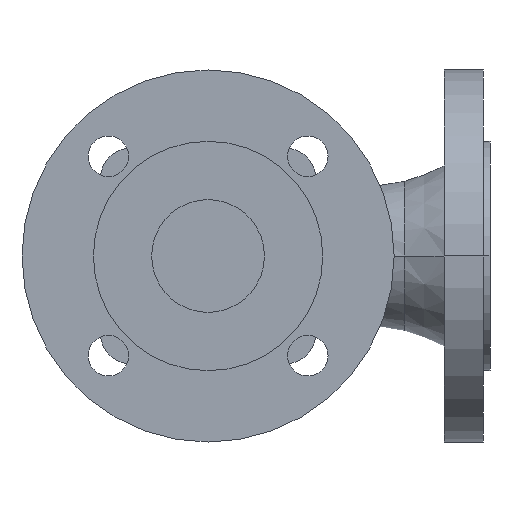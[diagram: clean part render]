
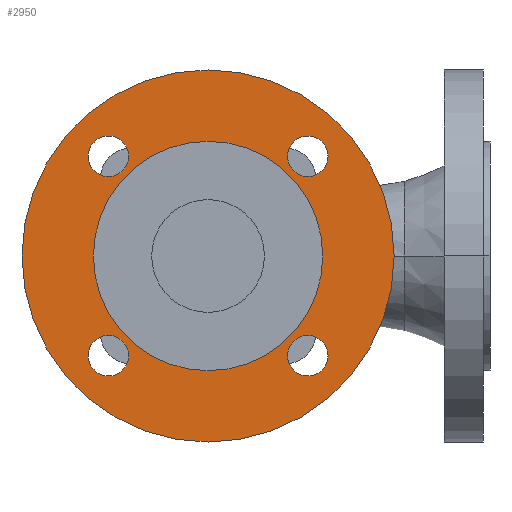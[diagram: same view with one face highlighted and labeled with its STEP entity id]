
A CAD part, front view. The second image highlights one B-rep face of the part: STEP entity #2950.
In plain terms, the highlighted planar face has unit normal (0, -1, 0).
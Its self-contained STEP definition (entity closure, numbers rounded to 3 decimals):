
#2000=CARTESIAN_POINT('',(-66.675,3.,0.));
#2010=DIRECTION('',(0.,-1.,-0.));
#2020=DIRECTION('',(-1.,0.,0.));
#2030=AXIS2_PLACEMENT_3D('',#2000,#2010,#2020);
#2040=PLANE('',#2030);
#2050=CARTESIAN_POINT('',(-44.194,3.,-44.194));
#2060=DIRECTION('',(-0.,1.,0.));
#2070=DIRECTION('',(1.,0.,0.));
#2080=AXIS2_PLACEMENT_3D('',#2050,#2060,#2070);
#2090=CIRCLE('',#2080,9.);
#2100=CARTESIAN_POINT('',(-53.194,3.,-44.194));
#2110=VERTEX_POINT('',#2100);
#2120=CARTESIAN_POINT('',(-35.194,3.,-44.194));
#2130=VERTEX_POINT('',#2120);
#2140=EDGE_CURVE('',#2110,#2130,#2090,.T.);
#2150=ORIENTED_EDGE('',*,*,#2140,.T.);
#2160=EDGE_CURVE('',#2130,#2110,#2090,.T.);
#2170=ORIENTED_EDGE('',*,*,#2160,.T.);
#2180=EDGE_LOOP('',(#2170,#2150));
#2190=FACE_BOUND('',#2180,.T.);
#2200=CARTESIAN_POINT('',(-44.194,3.,44.194));
#2210=DIRECTION('',(-0.,1.,0.));
#2220=DIRECTION('',(1.,0.,0.));
#2230=AXIS2_PLACEMENT_3D('',#2200,#2210,#2220);
#2240=CIRCLE('',#2230,9.);
#2250=CARTESIAN_POINT('',(-53.194,3.,44.194));
#2260=VERTEX_POINT('',#2250);
#2270=CARTESIAN_POINT('',(-35.194,3.,44.194));
#2280=VERTEX_POINT('',#2270);
#2290=EDGE_CURVE('',#2260,#2280,#2240,.T.);
#2300=ORIENTED_EDGE('',*,*,#2290,.T.);
#2310=EDGE_CURVE('',#2280,#2260,#2240,.T.);
#2320=ORIENTED_EDGE('',*,*,#2310,.T.);
#2330=EDGE_LOOP('',(#2320,#2300));
#2340=FACE_BOUND('',#2330,.T.);
#2350=CARTESIAN_POINT('',(44.194,3.,44.194));
#2360=DIRECTION('',(-0.,1.,0.));
#2370=DIRECTION('',(1.,0.,0.));
#2380=AXIS2_PLACEMENT_3D('',#2350,#2360,#2370);
#2390=CIRCLE('',#2380,9.);
#2400=CARTESIAN_POINT('',(53.194,3.,44.194));
#2410=VERTEX_POINT('',#2400);
#2420=CARTESIAN_POINT('',(35.194,3.,44.194));
#2430=VERTEX_POINT('',#2420);
#2440=EDGE_CURVE('',#2410,#2430,#2390,.T.);
#2450=ORIENTED_EDGE('',*,*,#2440,.T.);
#2460=EDGE_CURVE('',#2430,#2410,#2390,.T.);
#2470=ORIENTED_EDGE('',*,*,#2460,.T.);
#2480=EDGE_LOOP('',(#2470,#2450));
#2490=FACE_BOUND('',#2480,.T.);
#2500=CARTESIAN_POINT('',(44.194,3.,-44.194));
#2510=DIRECTION('',(-0.,1.,0.));
#2520=DIRECTION('',(1.,0.,0.));
#2530=AXIS2_PLACEMENT_3D('',#2500,#2510,#2520);
#2540=CIRCLE('',#2530,9.);
#2550=CARTESIAN_POINT('',(35.194,3.,-44.194));
#2560=VERTEX_POINT('',#2550);
#2570=CARTESIAN_POINT('',(53.194,3.,-44.194));
#2580=VERTEX_POINT('',#2570);
#2590=EDGE_CURVE('',#2560,#2580,#2540,.T.);
#2600=ORIENTED_EDGE('',*,*,#2590,.T.);
#2610=EDGE_CURVE('',#2580,#2560,#2540,.T.);
#2620=ORIENTED_EDGE('',*,*,#2610,.T.);
#2630=EDGE_LOOP('',(#2620,#2600));
#2640=FACE_BOUND('',#2630,.T.);
#2650=CARTESIAN_POINT('',(0.,3.,0.));
#2660=DIRECTION('',(0.,-1.,-0.));
#2670=DIRECTION('',(-1.,0.,0.));
#2680=AXIS2_PLACEMENT_3D('',#2650,#2660,#2670);
#2690=CIRCLE('',#2680,50.85);
#2700=CARTESIAN_POINT('',(50.85,3.,0.));
#2710=VERTEX_POINT('',#2700);
#2720=CARTESIAN_POINT('',(-50.85,3.,0.));
#2730=VERTEX_POINT('',#2720);
#2740=EDGE_CURVE('',#2710,#2730,#2690,.T.);
#2750=ORIENTED_EDGE('',*,*,#2740,.F.);
#2760=EDGE_CURVE('',#2730,#2710,#2690,.T.);
#2770=ORIENTED_EDGE('',*,*,#2760,.F.);
#2780=EDGE_LOOP('',(#2770,#2750));
#2790=FACE_BOUND('',#2780,.T.);
#2800=CARTESIAN_POINT('',(0.,3.,0.));
#2810=DIRECTION('',(0.,-1.,-0.));
#2820=DIRECTION('',(-1.,0.,0.));
#2830=AXIS2_PLACEMENT_3D('',#2800,#2810,#2820);
#2840=CIRCLE('',#2830,82.5);
#2850=CARTESIAN_POINT('',(82.5,3.,0.));
#2860=VERTEX_POINT('',#2850);
#2870=CARTESIAN_POINT('',(-82.5,3.,0.));
#2880=VERTEX_POINT('',#2870);
#2890=EDGE_CURVE('',#2860,#2880,#2840,.T.);
#2900=ORIENTED_EDGE('',*,*,#2890,.T.);
#2910=EDGE_CURVE('',#2880,#2860,#2840,.T.);
#2920=ORIENTED_EDGE('',*,*,#2910,.T.);
#2930=EDGE_LOOP('',(#2920,#2900));
#2940=FACE_OUTER_BOUND('',#2930,.T.);
#2950=ADVANCED_FACE('',(#2190,#2340,#2490,#2640,#2790,#2940),#2040,.T.);
